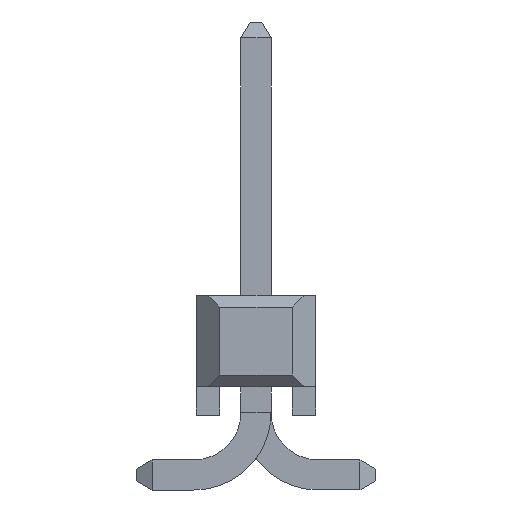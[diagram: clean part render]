
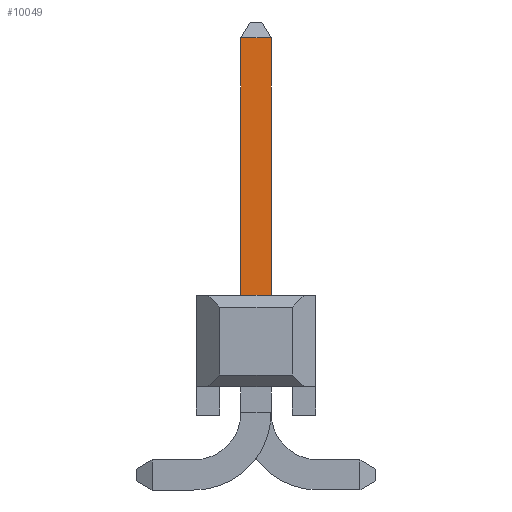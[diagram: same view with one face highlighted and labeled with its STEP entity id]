
A CAD part, left-side view. The second image highlights one B-rep face of the part: STEP entity #10049.
In plain terms, the highlighted planar face has unit normal (-1, 0, 0).
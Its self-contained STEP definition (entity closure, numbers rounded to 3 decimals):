
#9563 = EDGE_CURVE('',#9564,#9566,#9568,.T.);
#9564 = VERTEX_POINT('',#9565);
#9565 = CARTESIAN_POINT('',(-9.21,0.32,4.13));
#9566 = VERTEX_POINT('',#9567);
#9567 = CARTESIAN_POINT('',(-9.21,-0.307,4.13));
#9568 = LINE('',#9569,#9570);
#9569 = CARTESIAN_POINT('',(-9.21,0.32,4.13));
#9570 = VECTOR('',#9571,1.);
#9571 = DIRECTION('',(0.,-1.,0.));
#9573 = EDGE_CURVE('',#9574,#9566,#9576,.T.);
#9574 = VERTEX_POINT('',#9575);
#9575 = CARTESIAN_POINT('',(-9.21,-0.32,4.13));
#9576 = LINE('',#9577,#9578);
#9577 = CARTESIAN_POINT('',(-9.21,-0.16,4.13));
#9578 = VECTOR('',#9579,1.);
#9579 = DIRECTION('',(0.,1.,0.));
#10049 = ADVANCED_FACE('',(#10050),#10076,.T.);
#10050 = FACE_BOUND('',#10051,.T.);
#10051 = EDGE_LOOP('',(#10052,#10053,#10061,#10069,#10075));
#10052 = ORIENTED_EDGE('',*,*,#9573,.F.);
#10053 = ORIENTED_EDGE('',*,*,#10054,.F.);
#10054 = EDGE_CURVE('',#10055,#9574,#10057,.T.);
#10055 = VERTEX_POINT('',#10056);
#10056 = CARTESIAN_POINT('',(-9.21,-0.32,9.592));
#10057 = LINE('',#10058,#10059);
#10058 = CARTESIAN_POINT('',(-9.21,-0.32,9.592));
#10059 = VECTOR('',#10060,1.);
#10060 = DIRECTION('',(0.,0.,-1.));
#10061 = ORIENTED_EDGE('',*,*,#10062,.T.);
#10062 = EDGE_CURVE('',#10055,#10063,#10065,.T.);
#10063 = VERTEX_POINT('',#10064);
#10064 = CARTESIAN_POINT('',(-9.21,0.32,9.592));
#10065 = LINE('',#10066,#10067);
#10066 = CARTESIAN_POINT('',(-9.21,-0.32,9.592));
#10067 = VECTOR('',#10068,1.);
#10068 = DIRECTION('',(0.,1.,0.));
#10069 = ORIENTED_EDGE('',*,*,#10070,.T.);
#10070 = EDGE_CURVE('',#10063,#9564,#10071,.T.);
#10071 = LINE('',#10072,#10073);
#10072 = CARTESIAN_POINT('',(-9.21,0.32,9.592));
#10073 = VECTOR('',#10074,1.);
#10074 = DIRECTION('',(0.,0.,-1.));
#10075 = ORIENTED_EDGE('',*,*,#9563,.T.);
#10076 = PLANE('',#10077);
#10077 = AXIS2_PLACEMENT_3D('',#10078,#10079,#10080);
#10078 = CARTESIAN_POINT('',(-9.21,-0.32,9.93));
#10079 = DIRECTION('',(-1.,0.,0.));
#10080 = DIRECTION('',(0.,1.,0.));
